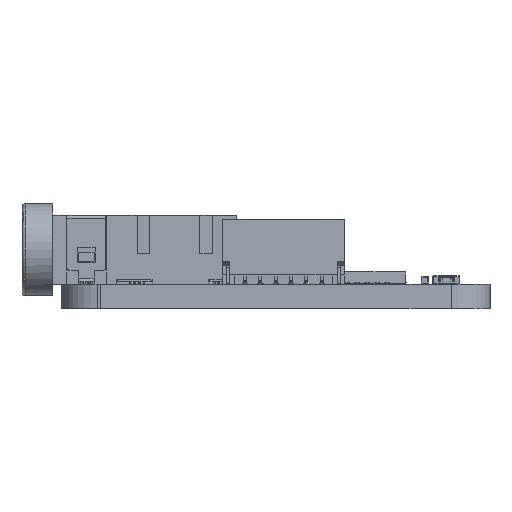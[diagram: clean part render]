
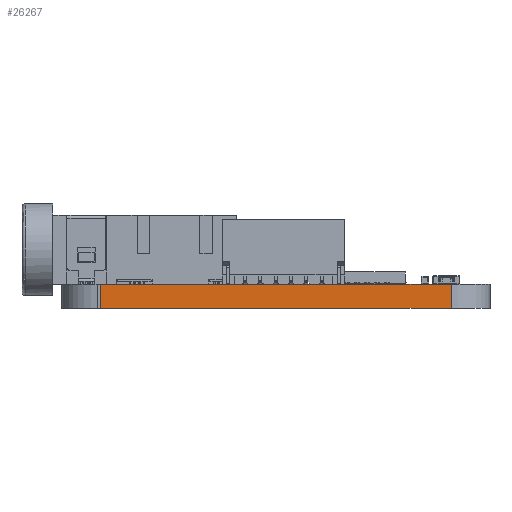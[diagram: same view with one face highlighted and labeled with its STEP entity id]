
A CAD part, left-side view. The second image highlights one B-rep face of the part: STEP entity #26267.
In plain terms, the highlighted planar face has unit normal (-1, 0, 0).
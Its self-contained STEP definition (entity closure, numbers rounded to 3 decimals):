
#831=PLANE('',#27982);
#1997=FACE_OUTER_BOUND('',#3423,.T.);
#3423=EDGE_LOOP('',(#18510,#18511,#18512,#18513));
#4985=LINE('',#37345,#8268);
#4986=LINE('',#37348,#8269);
#4987=LINE('',#37350,#8270);
#4988=LINE('',#37351,#8271);
#8268=VECTOR('',#30150,10.);
#8269=VECTOR('',#30153,10.);
#8270=VECTOR('',#30154,10.);
#8271=VECTOR('',#30155,10.);
#12068=VERTEX_POINT('',#37341);
#12069=VERTEX_POINT('',#37343);
#12070=VERTEX_POINT('',#37347);
#12071=VERTEX_POINT('',#37349);
#14623=EDGE_CURVE('',#12068,#12069,#4985,.T.);
#14624=EDGE_CURVE('',#12070,#12068,#4986,.T.);
#14625=EDGE_CURVE('',#12071,#12069,#4987,.T.);
#14626=EDGE_CURVE('',#12070,#12071,#4988,.T.);
#18510=ORIENTED_EDGE('',*,*,#14624,.T.);
#18511=ORIENTED_EDGE('',*,*,#14623,.T.);
#18512=ORIENTED_EDGE('',*,*,#14625,.F.);
#18513=ORIENTED_EDGE('',*,*,#14626,.F.);
#26267=ADVANCED_FACE('',(#1997),#831,.T.);
#27982=AXIS2_PLACEMENT_3D('',#37346,#30151,#30152);
#30150=DIRECTION('',(0.,0.,1.));
#30151=DIRECTION('center_axis',(-1.,0.,0.));
#30152=DIRECTION('ref_axis',(0.,-1.,0.));
#30153=DIRECTION('',(0.,-1.,0.));
#30154=DIRECTION('',(0.,-1.,0.));
#30155=DIRECTION('',(0.,0.,1.));
#37341=CARTESIAN_POINT('',(-22.479,5.334,0.));
#37343=CARTESIAN_POINT('',(-22.479,5.334,1.57));
#37345=CARTESIAN_POINT('',(-22.479,5.334,0.));
#37346=CARTESIAN_POINT('Origin',(-22.479,28.194,0.));
#37347=CARTESIAN_POINT('',(-22.479,28.194,0.));
#37348=CARTESIAN_POINT('',(-22.479,28.194,0.));
#37349=CARTESIAN_POINT('',(-22.479,28.194,1.57));
#37350=CARTESIAN_POINT('',(-22.479,28.194,1.57));
#37351=CARTESIAN_POINT('',(-22.479,28.194,0.));
